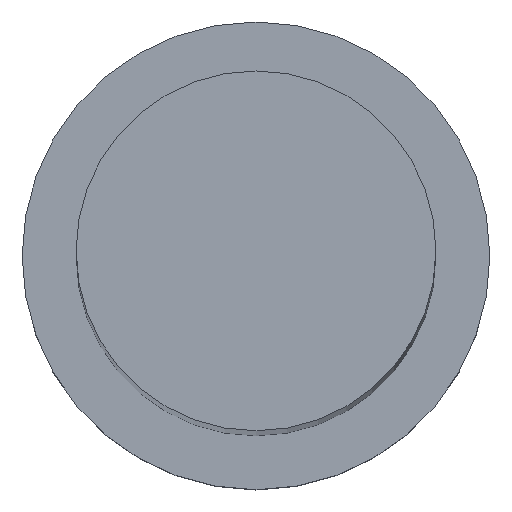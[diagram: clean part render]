
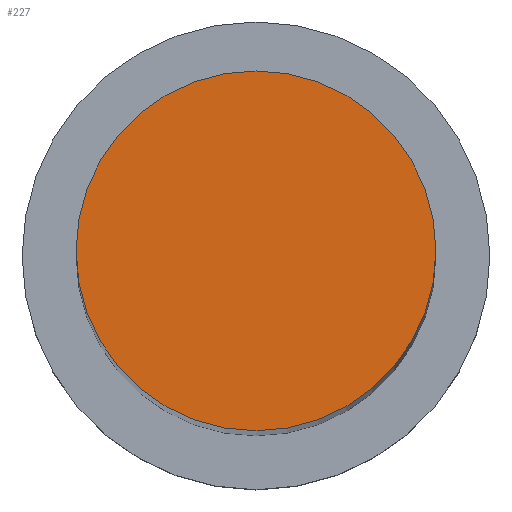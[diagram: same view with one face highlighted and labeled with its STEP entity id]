
A CAD part, top view. The second image highlights one B-rep face of the part: STEP entity #227.
In plain terms, the highlighted planar face has unit normal (0, 0, 1).
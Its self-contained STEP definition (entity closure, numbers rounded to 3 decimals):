
#11 = CARTESIAN_POINT ( 'NONE',  ( 0., 0., 168. ) ) ;
#14 = EDGE_CURVE ( 'NONE', #196, #195, #95, .T. ) ;
#23 = DIRECTION ( 'NONE',  ( 1., 0., 0. ) ) ;
#27 = AXIS2_PLACEMENT_3D ( 'NONE', #11, #226, #23 ) ;
#35 = CARTESIAN_POINT ( 'NONE',  ( 0., 0., 168. ) ) ;
#37 = DIRECTION ( 'NONE',  ( 0., 0., 1. ) ) ;
#51 = DIRECTION ( 'NONE',  ( 1., 0., 0. ) ) ;
#54 = AXIS2_PLACEMENT_3D ( 'NONE', #35, #37, #202 ) ;
#55 = ORIENTED_EDGE ( 'NONE', *, *, #14, .T. ) ;
#56 = EDGE_CURVE ( 'NONE', #195, #196, #201, .T. ) ;
#92 = ORIENTED_EDGE ( 'NONE', *, *, #56, .T. ) ;
#95 = CIRCLE ( 'NONE', #101, 10. ) ;
#101 = AXIS2_PLACEMENT_3D ( 'NONE', #151, #234, #51 ) ;
#122 = CARTESIAN_POINT ( 'NONE',  ( -10., 0., 168. ) ) ;
#151 = CARTESIAN_POINT ( 'NONE',  ( 0., 0., 168. ) ) ;
#184 = PLANE ( 'NONE',  #27 ) ;
#195 = VERTEX_POINT ( 'NONE', #122 ) ;
#196 = VERTEX_POINT ( 'NONE', #199 ) ;
#199 = CARTESIAN_POINT ( 'NONE',  ( 10., 0., 168. ) ) ;
#201 = CIRCLE ( 'NONE', #54, 10. ) ;
#202 = DIRECTION ( 'NONE',  ( 1., 0., 0. ) ) ;
#203 = FACE_OUTER_BOUND ( 'NONE', #252, .T. ) ;
#226 = DIRECTION ( 'NONE',  ( 0., 0., 1. ) ) ;
#227 = ADVANCED_FACE ( 'NONE', ( #203 ), #184, .T. ) ;
#234 = DIRECTION ( 'NONE',  ( 0., 0., 1. ) ) ;
#252 = EDGE_LOOP ( 'NONE', ( #92, #55 ) ) ;
